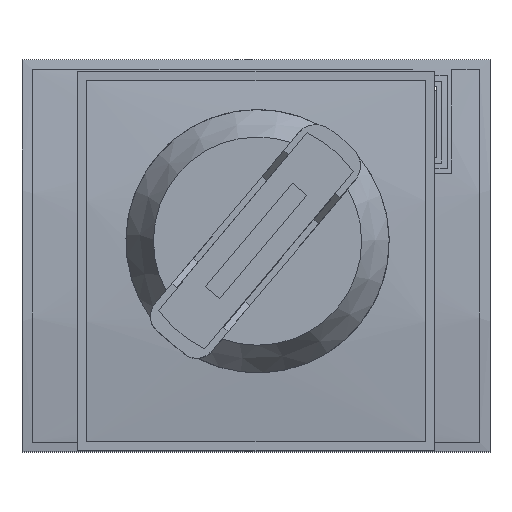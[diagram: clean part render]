
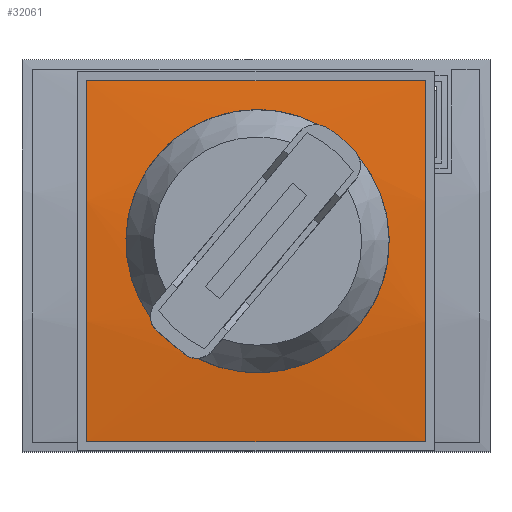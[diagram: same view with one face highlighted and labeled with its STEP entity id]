
A CAD part, top view. The second image highlights one B-rep face of the part: STEP entity #32061.
In plain terms, the highlighted cylindrical face has radius 274.875 mm (diameter 549.75 mm), a partial arc.
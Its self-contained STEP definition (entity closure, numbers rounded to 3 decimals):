
#29488=CARTESIAN_POINT('',(1.649,42.081,-120.375));
#29489=DIRECTION('',(-1.,0.,0.));
#29490=DIRECTION('',(0.,-0.147,0.989));
#29491=AXIS2_PLACEMENT_3D('',#29488,#29489,#29490);
#29503=CARTESIAN_POINT('',(62.633,65.546,153.497));
#29504=CARTESIAN_POINT('',(62.521,65.789,153.476));
#29505=CARTESIAN_POINT('',(62.264,66.248,153.436));
#29506=CARTESIAN_POINT('',(61.947,66.653,153.4));
#29507=CARTESIAN_POINT('',(61.773,66.842,153.382));
#29512=CARTESIAN_POINT('',(61.773,66.842,153.382));
#29513=CARTESIAN_POINT('',(61.181,67.49,153.324));
#29514=CARTESIAN_POINT('',(59.944,68.726,153.208));
#29515=CARTESIAN_POINT('',(57.93,70.416,153.037));
#29516=CARTESIAN_POINT('',(56.499,71.418,152.93));
#29517=CARTESIAN_POINT('',(55.76,71.888,152.879));
#29522=CARTESIAN_POINT('',(55.76,71.888,152.879));
#29523=CARTESIAN_POINT('',(55.49,72.06,152.86));
#29524=CARTESIAN_POINT('',(54.924,72.348,152.829));
#29525=CARTESIAN_POINT('',(54.308,72.527,152.809));
#29526=CARTESIAN_POINT('',(53.986,72.587,152.802));
#29531=CARTESIAN_POINT('',(15.966,29.427,154.209));
#29532=CARTESIAN_POINT('',(15.983,29.134,154.195));
#29533=CARTESIAN_POINT('',(16.074,28.559,154.168));
#29534=CARTESIAN_POINT('',(16.392,27.705,154.124));
#29535=CARTESIAN_POINT('',(16.893,26.923,154.082));
#29536=CARTESIAN_POINT('',(17.301,26.507,154.059));
#29537=CARTESIAN_POINT('',(17.526,26.319,154.048));
#29542=CARTESIAN_POINT('',(23.535,21.276,153.711));
#29543=CARTESIAN_POINT('',(21.533,22.957,153.839));
#29544=CARTESIAN_POINT('',(19.53,24.637,153.951));
#29545=CARTESIAN_POINT('',(17.526,26.319,154.048));
#29550=CARTESIAN_POINT('',(23.535,21.276,153.711));
#29551=CARTESIAN_POINT('',(23.822,21.036,153.693));
#29552=CARTESIAN_POINT('',(24.434,20.639,153.663));
#29553=CARTESIAN_POINT('',(25.53,20.28,153.634));
#29554=CARTESIAN_POINT('',(26.252,20.235,153.631));
#29555=CARTESIAN_POINT('',(26.622,20.258,153.632));
#29560=DIRECTION('',(-1.,0.,0.));
#29561=VECTOR('',#29560,76.);
#29562=CARTESIAN_POINT('',(77.649,82.581,151.5));
#29563=LINE('',#29562,#29561);
#29574=CARTESIAN_POINT('',(77.649,42.081,-120.375));
#29575=DIRECTION('',(-1.,0.,0.));
#29576=DIRECTION('',(0.,-0.147,0.989));
#29577=AXIS2_PLACEMENT_3D('',#29574,#29575,#29576);
#29589=DIRECTION('',(-1.,0.,0.));
#29590=VECTOR('',#29589,76.);
#29591=CARTESIAN_POINT('',(77.649,1.581,151.5));
#29592=LINE('',#29591,#29590);
#29610=CARTESIAN_POINT('',(15.966,29.427,154.209));
#29611=CARTESIAN_POINT('',(15.005,30.774,154.271));
#29612=CARTESIAN_POINT('',(13.311,33.628,154.382));
#29613=CARTESIAN_POINT('',(11.523,38.266,154.487));
#29614=CARTESIAN_POINT('',(10.535,43.131,154.513));
#29615=CARTESIAN_POINT('',(10.372,48.091,154.449));
#29616=CARTESIAN_POINT('',(11.039,53.012,154.297));
#29617=CARTESIAN_POINT('',(12.52,57.76,154.065));
#29618=CARTESIAN_POINT('',(14.778,62.202,153.774));
#29619=CARTESIAN_POINT('',(17.752,66.207,153.448));
#29620=CARTESIAN_POINT('',(21.355,69.658,153.119));
#29621=CARTESIAN_POINT('',(25.481,72.453,152.821));
#29622=CARTESIAN_POINT('',(30.006,74.514,152.582));
#29623=CARTESIAN_POINT('',(34.803,75.788,152.426));
#29624=CARTESIAN_POINT('',(39.737,76.246,152.369));
#29625=CARTESIAN_POINT('',(44.675,75.876,152.415));
#29626=CARTESIAN_POINT('',(49.492,74.688,152.561));
#29627=CARTESIAN_POINT('',(52.531,73.369,152.715));
#29628=CARTESIAN_POINT('',(53.986,72.587,152.802));
#29670=CARTESIAN_POINT('',(62.633,65.546,153.497));
#29671=CARTESIAN_POINT('',(63.718,64.251,153.608));
#29672=CARTESIAN_POINT('',(65.664,61.476,153.827));
#29673=CARTESIAN_POINT('',(67.827,56.881,154.115));
#29674=CARTESIAN_POINT('',(69.174,51.994,154.336));
#29675=CARTESIAN_POINT('',(69.669,46.956,154.472));
#29676=CARTESIAN_POINT('',(69.301,41.909,154.515));
#29677=CARTESIAN_POINT('',(68.081,36.996,154.467));
#29678=CARTESIAN_POINT('',(66.039,32.355,154.34));
#29679=CARTESIAN_POINT('',(63.232,28.123,154.155));
#29680=CARTESIAN_POINT('',(59.741,24.428,153.94));
#29681=CARTESIAN_POINT('',(55.671,21.384,153.724));
#29682=CARTESIAN_POINT('',(51.144,19.081,153.538));
#29683=CARTESIAN_POINT('',(46.297,17.585,153.407));
#29684=CARTESIAN_POINT('',(41.271,16.937,153.347));
#29685=CARTESIAN_POINT('',(36.213,17.152,153.367));
#29686=CARTESIAN_POINT('',(31.26,18.226,153.464));
#29687=CARTESIAN_POINT('',(28.125,19.494,153.571));
#29688=CARTESIAN_POINT('',(26.622,20.258,153.632));
#31178=CARTESIAN_POINT('',(1.649,1.581,151.5));
#31179=CARTESIAN_POINT('',(1.649,82.581,151.5));
#31180=VERTEX_POINT('',#31178);
#31181=VERTEX_POINT('',#31179);
#31182=CARTESIAN_POINT('',(77.649,1.581,151.5));
#31183=VERTEX_POINT('',#31182);
#31184=CARTESIAN_POINT('',(77.649,82.581,151.5));
#31185=VERTEX_POINT('',#31184);
#31202=VERTEX_POINT('',#29503);
#31203=VERTEX_POINT('',#29507);
#31204=VERTEX_POINT('',#29517);
#31205=VERTEX_POINT('',#29526);
#31206=VERTEX_POINT('',#29531);
#31207=VERTEX_POINT('',#29537);
#31208=VERTEX_POINT('',#29542);
#31209=VERTEX_POINT('',#29555);
#32029=CARTESIAN_POINT('',(1.649,42.081,-120.375));
#32030=DIRECTION('',(-1.,0.,0.));
#32031=DIRECTION('',(0.,0.,1.));
#32032=AXIS2_PLACEMENT_3D('',#32029,#32030,#32031);
#32033=CYLINDRICAL_SURFACE('',#32032,274.875);
#32034=ORIENTED_EDGE('',*,*,#32012,.T.);
#32036=ORIENTED_EDGE('',*,*,#32035,.F.);
#32038=ORIENTED_EDGE('',*,*,#32037,.F.);
#32040=ORIENTED_EDGE('',*,*,#32039,.T.);
#32041=EDGE_LOOP('',(#32034,#32036,#32038,#32040));
#32042=FACE_OUTER_BOUND('',#32041,.F.);
#32044=ORIENTED_EDGE('',*,*,#32043,.T.);
#32046=ORIENTED_EDGE('',*,*,#32045,.T.);
#32048=ORIENTED_EDGE('',*,*,#32047,.T.);
#32050=ORIENTED_EDGE('',*,*,#32049,.F.);
#32052=ORIENTED_EDGE('',*,*,#32051,.T.);
#32054=ORIENTED_EDGE('',*,*,#32053,.F.);
#32056=ORIENTED_EDGE('',*,*,#32055,.T.);
#32058=ORIENTED_EDGE('',*,*,#32057,.F.);
#32059=EDGE_LOOP('',(#32044,#32046,#32048,#32050,#32052,#32054,#32056,#32058));
#32060=FACE_BOUND('',#32059,.F.);
#29492=CIRCLE('',#29491,274.875);
#29508=B_SPLINE_CURVE_WITH_KNOTS('',3,(#29503,#29504,#29505,#29506,#29507),
.UNSPECIFIED.,.F.,.F.,(4,1,4),(0.,0.5,1.),.UNSPECIFIED.);
#29518=B_SPLINE_CURVE_WITH_KNOTS('',3,(#29512,#29513,#29514,#29515,#29516,
#29517),.UNSPECIFIED.,.F.,.F.,(4,1,1,4),(0.,0.333,
0.667,1.),.UNSPECIFIED.);
#29527=B_SPLINE_CURVE_WITH_KNOTS('',3,(#29522,#29523,#29524,#29525,#29526),
.UNSPECIFIED.,.F.,.F.,(4,1,4),(0.,0.5,1.),.UNSPECIFIED.);
#29538=B_SPLINE_CURVE_WITH_KNOTS('',3,(#29531,#29532,#29533,#29534,#29535,
#29536,#29537),.UNSPECIFIED.,.F.,.F.,(4,1,1,1,4),(0.,0.25,0.5,0.75,
1.),.UNSPECIFIED.);
#29546=B_SPLINE_CURVE_WITH_KNOTS('',3,(#29542,#29543,#29544,#29545),
.UNSPECIFIED.,.F.,.F.,(4,4),(0.,1.),.UNSPECIFIED.);
#29556=B_SPLINE_CURVE_WITH_KNOTS('',3,(#29550,#29551,#29552,#29553,#29554,
#29555),.UNSPECIFIED.,.F.,.F.,(4,1,1,4),(0.,0.333,
0.667,1.),.UNSPECIFIED.);
#29578=CIRCLE('',#29577,274.875);
#29629=B_SPLINE_CURVE_WITH_KNOTS('',3,(#29610,#29611,#29612,#29613,#29614,
#29615,#29616,#29617,#29618,#29619,#29620,#29621,#29622,#29623,#29624,#29625,
#29626,#29627,#29628),.UNSPECIFIED.,.F.,.F.,(4,1,1,1,1,1,1,1,1,1,1,1,1,1,1,1,4),
(0.,0.063,0.125,0.188,0.25,0.313,0.375,0.438,0.5,0.563,
0.625,0.688,0.75,0.813,0.875,0.938,1.),.UNSPECIFIED.);
#29689=B_SPLINE_CURVE_WITH_KNOTS('',3,(#29670,#29671,#29672,#29673,#29674,
#29675,#29676,#29677,#29678,#29679,#29680,#29681,#29682,#29683,#29684,#29685,
#29686,#29687,#29688),.UNSPECIFIED.,.F.,.F.,(4,1,1,1,1,1,1,1,1,1,1,1,1,1,1,1,4),
(0.,0.063,0.125,0.188,0.25,0.313,0.375,0.438,0.5,0.563,
0.625,0.688,0.75,0.813,0.875,0.938,1.),.UNSPECIFIED.);
#32012=EDGE_CURVE('',#31180,#31181,#29492,.T.);
#32035=EDGE_CURVE('',#31185,#31181,#29563,.T.);
#32037=EDGE_CURVE('',#31183,#31185,#29578,.T.);
#32039=EDGE_CURVE('',#31183,#31180,#29592,.T.);
#32043=EDGE_CURVE('',#31202,#31203,#29508,.T.);
#32045=EDGE_CURVE('',#31203,#31204,#29518,.T.);
#32047=EDGE_CURVE('',#31204,#31205,#29527,.T.);
#32049=EDGE_CURVE('',#31206,#31205,#29629,.T.);
#32051=EDGE_CURVE('',#31206,#31207,#29538,.T.);
#32053=EDGE_CURVE('',#31208,#31207,#29546,.T.);
#32055=EDGE_CURVE('',#31208,#31209,#29556,.T.);
#32057=EDGE_CURVE('',#31202,#31209,#29689,.T.);
#32061=ADVANCED_FACE('',(#32042,#32060),#32033,.T.);
